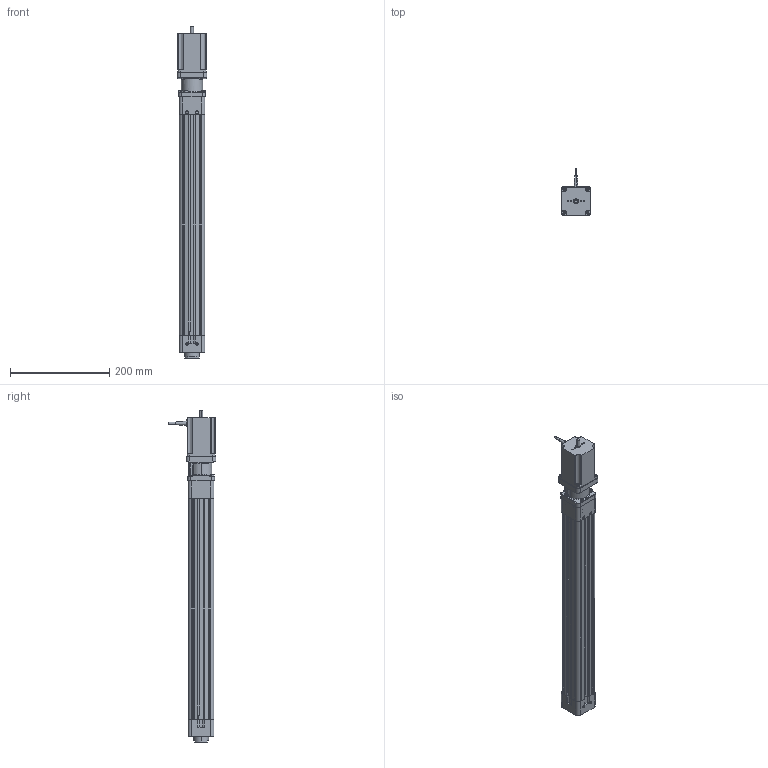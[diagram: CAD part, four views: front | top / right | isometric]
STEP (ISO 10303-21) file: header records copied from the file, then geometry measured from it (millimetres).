
FILE_DESCRIPTION (( 'STEP AP203' ), '1' );
FILE_NAME ('RS-170435-1.step', '2015-07-31T06:14:45', ( 'MB' ), ( '' ), 'SwSTEP 2.0', 'SolidWorks 2015', '' );
FILE_SCHEMA (( 'CONFIG_CONTROL_DESIGN' ));
Length unit declared in the file: inch
Products named in the file (3): tempjoin0_11249083_RS-170435-1; base_RS-170435-1; RS-170435-1
Assembly tree (2 placements, depth 2):
  RS-170435-1
    tempjoin0_11249083_RS-170435-1
    base_RS-170435-1
Bounding box: 59.69 x 96.44 x 668.56 mm (x, y, z)
Volume: 1228916.7 mm3; surface area: 347784.4 mm2
Topology: 2 solids, 20 shells, 965 faces, 2367 edges, 1503 vertices
Faces by surface type: plane 418, cylinder 375, cone 109, torus 32, bspline 31
Entity records: 30205 total; most frequent: CARTESIAN_POINT 6945, DIRECTION 4961, ORIENTED_EDGE 4662, EDGE_CURVE 2331, AXIS2_PLACEMENT_3D 1847, VERTEX_POINT 1503, LINE 1267, VECTOR 1267
